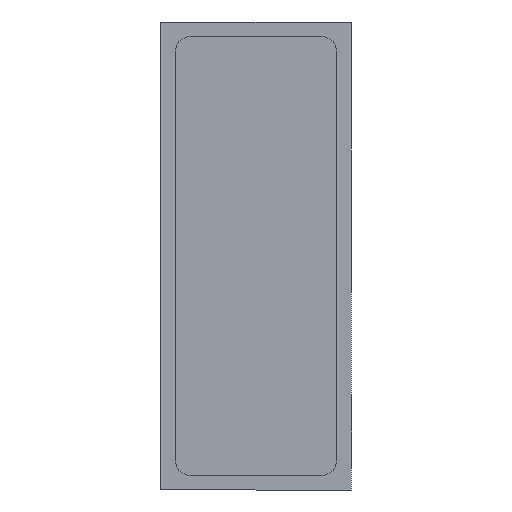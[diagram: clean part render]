
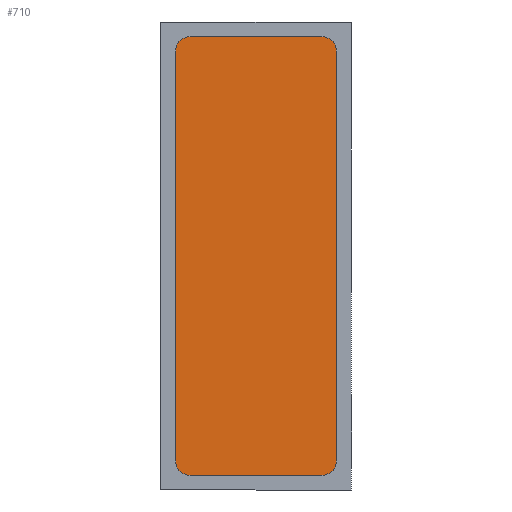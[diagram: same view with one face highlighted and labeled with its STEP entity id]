
A CAD part, left-side view. The second image highlights one B-rep face of the part: STEP entity #710.
In plain terms, the highlighted planar face has unit normal (-1, 0, 0).
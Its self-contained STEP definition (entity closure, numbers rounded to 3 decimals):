
#6 = DIRECTION ( 'NONE',  ( 0., 0., -1. ) ) ;
#18 = VERTEX_POINT ( 'NONE', #1032 ) ;
#29 = VERTEX_POINT ( 'NONE', #1267 ) ;
#31 = EDGE_CURVE ( 'NONE', #677, #1038, #477, .T. ) ;
#95 = EDGE_CURVE ( 'NONE', #386, #1344, #1424, .T. ) ;
#158 = AXIS2_PLACEMENT_3D ( 'NONE', #794, #1508, #801 ) ;
#162 = CARTESIAN_POINT ( 'NONE',  ( -0.4, -0.45, -1.5 ) ) ;
#191 = CARTESIAN_POINT ( 'NONE',  ( -0.4, 0.45, 1.4 ) ) ;
#231 = ORIENTED_EDGE ( 'NONE', *, *, #878, .T. ) ;
#287 = DIRECTION ( 'NONE',  ( 0., 0., 1. ) ) ;
#315 = CARTESIAN_POINT ( 'NONE',  ( -0.4, -0.55, -1.4 ) ) ;
#318 = ORIENTED_EDGE ( 'NONE', *, *, #333, .T. ) ;
#333 = EDGE_CURVE ( 'NONE', #1038, #18, #443, .T. ) ;
#356 = CARTESIAN_POINT ( 'NONE',  ( -0.4, -0.45, 1.4 ) ) ;
#386 = VERTEX_POINT ( 'NONE', #1280 ) ;
#391 = VECTOR ( 'NONE', #6, 1000. ) ;
#401 = DIRECTION ( 'NONE',  ( -1., 0., 0. ) ) ;
#443 = LINE ( 'NONE', #688, #391 ) ;
#477 = CIRCLE ( 'NONE', #763, 0.1 ) ;
#486 = VERTEX_POINT ( 'NONE', #918 ) ;
#529 = DIRECTION ( 'NONE',  ( 1., 0., 0. ) ) ;
#551 = DIRECTION ( 'NONE',  ( 0., 0., 1. ) ) ;
#571 = CARTESIAN_POINT ( 'NONE',  ( -0.4, 0.45, 1.5 ) ) ;
#638 = DIRECTION ( 'NONE',  ( 0., 1., 0. ) ) ;
#654 = CARTESIAN_POINT ( 'NONE',  ( -0.4, -0.55, 1.4 ) ) ;
#677 = VERTEX_POINT ( 'NONE', #571 ) ;
#688 = CARTESIAN_POINT ( 'NONE',  ( -0.4, 0.55, -1.4 ) ) ;
#710 = ADVANCED_FACE ( 'NONE', ( #1381 ), #750, .F. ) ;
#713 = ORIENTED_EDGE ( 'NONE', *, *, #1157, .T. ) ;
#745 = EDGE_CURVE ( 'NONE', #486, #677, #1282, .T. ) ;
#746 = ORIENTED_EDGE ( 'NONE', *, *, #31, .T. ) ;
#750 = PLANE ( 'NONE',  #1404 ) ;
#763 = AXIS2_PLACEMENT_3D ( 'NONE', #191, #900, #777 ) ;
#777 = DIRECTION ( 'NONE',  ( 0., 0., -1. ) ) ;
#794 = CARTESIAN_POINT ( 'NONE',  ( -0.4, 0.45, -1.4 ) ) ;
#801 = DIRECTION ( 'NONE',  ( 0., 0., 1. ) ) ;
#854 = VERTEX_POINT ( 'NONE', #654 ) ;
#856 = CIRCLE ( 'NONE', #158, 0.1 ) ;
#878 = EDGE_CURVE ( 'NONE', #18, #386, #856, .T. ) ;
#900 = DIRECTION ( 'NONE',  ( -1., 0., 0. ) ) ;
#918 = CARTESIAN_POINT ( 'NONE',  ( -0.4, -0.45, 1.5 ) ) ;
#929 = VECTOR ( 'NONE', #638, 1000. ) ;
#967 = EDGE_CURVE ( 'NONE', #29, #854, #1000, .T. ) ;
#979 = CARTESIAN_POINT ( 'NONE',  ( -0.4, 0.45, -1.5 ) ) ;
#991 = CARTESIAN_POINT ( 'NONE',  ( -0.4, 0.45, 1.5 ) ) ;
#1000 = LINE ( 'NONE', #315, #1475 ) ;
#1032 = CARTESIAN_POINT ( 'NONE',  ( -0.4, 0.55, -1.4 ) ) ;
#1038 = VERTEX_POINT ( 'NONE', #1362 ) ;
#1042 = EDGE_CURVE ( 'NONE', #1344, #29, #1334, .T. ) ;
#1088 = EDGE_LOOP ( 'NONE', ( #746, #318, #231, #1197, #1379, #1288, #713, #1229 ) ) ;
#1093 = DIRECTION ( 'NONE',  ( -1., 0., 0. ) ) ;
#1105 = CIRCLE ( 'NONE', #1250, 0.1 ) ;
#1118 = VECTOR ( 'NONE', #1122, 1000. ) ;
#1122 = DIRECTION ( 'NONE',  ( 0., -1., 0. ) ) ;
#1157 = EDGE_CURVE ( 'NONE', #854, #486, #1105, .T. ) ;
#1194 = AXIS2_PLACEMENT_3D ( 'NONE', #1452, #401, #287 ) ;
#1197 = ORIENTED_EDGE ( 'NONE', *, *, #95, .T. ) ;
#1217 = DIRECTION ( 'NONE',  ( 0., 0., 1. ) ) ;
#1229 = ORIENTED_EDGE ( 'NONE', *, *, #745, .T. ) ;
#1250 = AXIS2_PLACEMENT_3D ( 'NONE', #356, #1093, #1217 ) ;
#1267 = CARTESIAN_POINT ( 'NONE',  ( -0.4, -0.55, -1.4 ) ) ;
#1280 = CARTESIAN_POINT ( 'NONE',  ( -0.4, 0.45, -1.5 ) ) ;
#1282 = LINE ( 'NONE', #991, #929 ) ;
#1288 = ORIENTED_EDGE ( 'NONE', *, *, #967, .T. ) ;
#1334 = CIRCLE ( 'NONE', #1194, 0.1 ) ;
#1344 = VERTEX_POINT ( 'NONE', #162 ) ;
#1351 = DIRECTION ( 'NONE',  ( 0., 0., -1. ) ) ;
#1362 = CARTESIAN_POINT ( 'NONE',  ( -0.4, 0.55, 1.4 ) ) ;
#1379 = ORIENTED_EDGE ( 'NONE', *, *, #1042, .T. ) ;
#1381 = FACE_OUTER_BOUND ( 'NONE', #1088, .T. ) ;
#1404 = AXIS2_PLACEMENT_3D ( 'NONE', #1461, #529, #1351 ) ;
#1424 = LINE ( 'NONE', #979, #1118 ) ;
#1452 = CARTESIAN_POINT ( 'NONE',  ( -0.4, -0.45, -1.4 ) ) ;
#1461 = CARTESIAN_POINT ( 'NONE',  ( -0.4, 0.45, 1.4 ) ) ;
#1475 = VECTOR ( 'NONE', #551, 1000. ) ;
#1508 = DIRECTION ( 'NONE',  ( -1., 0., 0. ) ) ;
